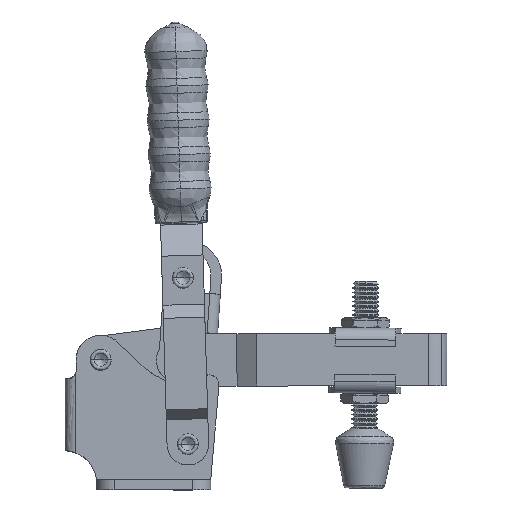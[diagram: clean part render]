
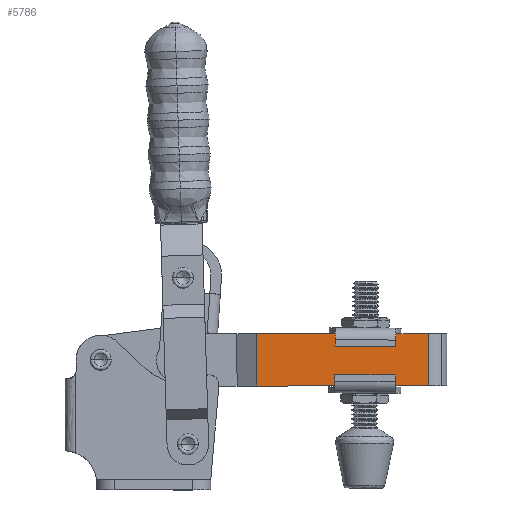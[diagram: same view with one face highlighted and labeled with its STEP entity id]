
A CAD part, left-side view. The second image highlights one B-rep face of the part: STEP entity #5786.
In plain terms, the highlighted planar face has unit normal (-1, 0, 0).
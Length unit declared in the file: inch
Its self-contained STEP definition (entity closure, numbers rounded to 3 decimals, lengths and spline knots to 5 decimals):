
#5786=ADVANCED_FACE('',(#14898),#14899,.T.);
#8250=VERTEX_POINT('',#17555);
#8687=EDGE_CURVE('',#8250,#9414,#18020,.T.);
#9333=VERTEX_POINT('',#18707);
#9414=VERTEX_POINT('',#18795);
#10616=EDGE_CURVE('',#10845,#8250,#20087,.T.);
#10845=VERTEX_POINT('',#20338);
#10969=EDGE_CURVE('',#9414,#9333,#20471,.T.);
#11255=EDGE_CURVE('',#10845,#9333,#20786,.T.);
#14898=FACE_OUTER_BOUND('',#27734,.T.);
#14899=PLANE('',#27735);
#17555=CARTESIAN_POINT('',(-0.28937,-1.92585,1.88072));
#18020=LINE('',#36243,#36244);
#18707=CARTESIAN_POINT('',(-0.28937,-3.98832,1.25167));
#18795=CARTESIAN_POINT('',(-0.28937,-1.92612,1.25079));
#20087=LINE('',#41862,#41863);
#20338=CARTESIAN_POINT('',(-0.28937,-3.98806,1.88159));
#20471=LINE('',#42752,#42753);
#20786=B_SPLINE_CURVE_WITH_KNOTS('',1,(#43645,#43646),.UNSPECIFIED.,.F.,.F.,(2,2),(0.0,0.016),.UNSPECIFIED.);
#27734=EDGE_LOOP('',(#51986,#51987,#51988,#51989));
#27735=AXIS2_PLACEMENT_3D('',#51990,#51991,#51992);
#36243=CARTESIAN_POINT('',(-0.28937,-1.92585,1.88072));
#36244=VECTOR('',#55067,1.0);
#41862=CARTESIAN_POINT('',(-0.28937,-4.10124,1.88164));
#41863=VECTOR('',#57192,1.);
#42752=CARTESIAN_POINT('',(-0.28937,-4.10151,1.25172));
#42753=VECTOR('',#57626,1.);
#43645=CARTESIAN_POINT('',(-0.28937,-3.98806,1.88159));
#43646=CARTESIAN_POINT('',(-0.28937,-3.98832,1.25167));
#51986=ORIENTED_EDGE('',*,*,#11255,.F.);
#51987=ORIENTED_EDGE('',*,*,#10616,.T.);
#51988=ORIENTED_EDGE('',*,*,#8687,.T.);
#51989=ORIENTED_EDGE('',*,*,#10969,.T.);
#51990=CARTESIAN_POINT('',(-0.28937,-3.98806,1.88159));
#51991=DIRECTION('',(-1.0,0.,0.));
#51992=DIRECTION('',(0.,1.,0.));
#55067=DIRECTION('',(0.,0.,-1.));
#57192=DIRECTION('',(0.,1.,0.));
#57626=DIRECTION('',(0.,-1.,0.));
